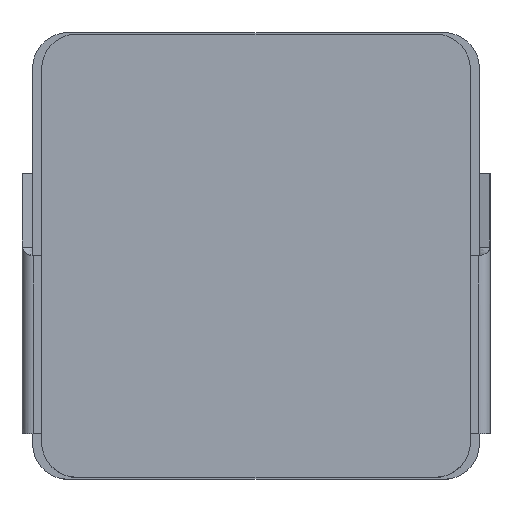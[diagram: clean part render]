
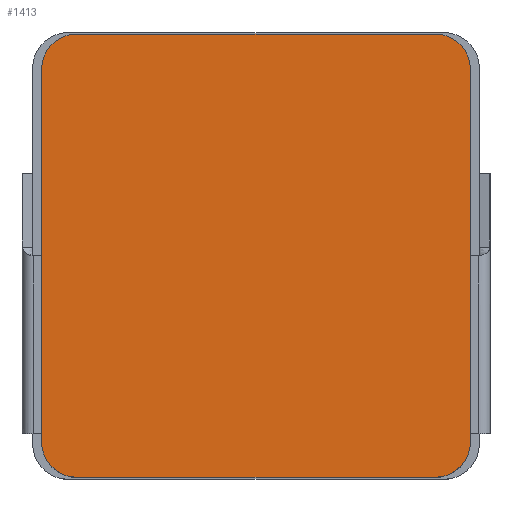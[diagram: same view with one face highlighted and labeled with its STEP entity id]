
A CAD part, top view. The second image highlights one B-rep face of the part: STEP entity #1413.
In plain terms, the highlighted planar face has unit normal (0, 0, 1).
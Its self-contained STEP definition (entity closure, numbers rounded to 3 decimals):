
#63=FACE_OUTER_BOUND($,#145,.T.);
#145=EDGE_LOOP($,(#1025,#1026,#1027,#1028,#1029,#1030,#1031,#1032));
#219=CIRCLE($,#1510,1.017);
#220=CIRCLE($,#1513,1.017);
#221=CIRCLE($,#1516,1.017);
#222=CIRCLE($,#1519,1.017);
#279=LINE($,#2099,#448);
#282=LINE($,#2107,#451);
#285=LINE($,#2115,#454);
#287=LINE($,#2121,#456);
#448=VECTOR($,#1691,10.76);
#451=VECTOR($,#1700,10.349);
#454=VECTOR($,#1709,10.76);
#456=VECTOR($,#1717,10.349);
#615=VERTEX_POINT($,#2091);
#616=VERTEX_POINT($,#2093);
#617=VERTEX_POINT($,#2097);
#618=VERTEX_POINT($,#2101);
#619=VERTEX_POINT($,#2105);
#620=VERTEX_POINT($,#2109);
#621=VERTEX_POINT($,#2113);
#622=VERTEX_POINT($,#2117);
#761=EDGE_CURVE($,#616,#615,#219,.T.);
#763=EDGE_CURVE($,#617,#616,#279,.T.);
#765=EDGE_CURVE($,#618,#617,#220,.T.);
#767=EDGE_CURVE($,#619,#618,#282,.T.);
#769=EDGE_CURVE($,#620,#619,#221,.T.);
#771=EDGE_CURVE($,#621,#620,#285,.T.);
#773=EDGE_CURVE($,#622,#621,#222,.T.);
#774=EDGE_CURVE($,#615,#622,#287,.T.);
#1025=ORIENTED_EDGE($,*,*,#761,.F.);
#1026=ORIENTED_EDGE($,*,*,#763,.F.);
#1027=ORIENTED_EDGE($,*,*,#765,.F.);
#1028=ORIENTED_EDGE($,*,*,#767,.F.);
#1029=ORIENTED_EDGE($,*,*,#769,.F.);
#1030=ORIENTED_EDGE($,*,*,#771,.F.);
#1031=ORIENTED_EDGE($,*,*,#773,.F.);
#1032=ORIENTED_EDGE($,*,*,#774,.F.);
#1342=PLANE($,#1521);
#1413=ADVANCED_FACE($,(#63),#1342,.T.);
#1510=AXIS2_PLACEMENT_3D($,#2095,#1686,#1687);
#1513=AXIS2_PLACEMENT_3D($,#2103,#1695,#1696);
#1516=AXIS2_PLACEMENT_3D($,#2111,#1704,#1705);
#1519=AXIS2_PLACEMENT_3D($,#2119,#1713,#1714);
#1521=AXIS2_PLACEMENT_3D($,#2122,#1718,#1719);
#1686=DIRECTION('center_axis',(0.,0.,-1.));
#1687=DIRECTION('ref_axis',(0.,-1.,0.));
#1691=DIRECTION($,(0.,1.,0.));
#1695=DIRECTION('center_axis',(0.,0.,-1.));
#1696=DIRECTION('ref_axis',(0.,-1.,0.));
#1700=DIRECTION($,(-1.,0.,0.));
#1704=DIRECTION('center_axis',(0.,0.,-1.));
#1705=DIRECTION('ref_axis',(0.,-1.,0.));
#1709=DIRECTION($,(0.,-1.,0.));
#1713=DIRECTION('center_axis',(0.,0.,-1.));
#1714=DIRECTION('ref_axis',(0.,1.,0.));
#1717=DIRECTION($,(1.,0.,0.));
#1718=DIRECTION('center_axis',(0.,0.,1.));
#1719=DIRECTION('ref_axis',(0.,-1.,0.));
#2091=CARTESIAN_POINT('',(-5.175,6.397,6.5));
#2093=CARTESIAN_POINT('',(-6.192,5.38,6.5));
#2095=CARTESIAN_POINT('Origin',(-5.175,5.38,6.5));
#2097=CARTESIAN_POINT('',(-6.192,-5.38,6.5));
#2099=CARTESIAN_POINT($,(-6.192,5.38,6.5));
#2101=CARTESIAN_POINT('',(-5.175,-6.397,6.5));
#2103=CARTESIAN_POINT('Origin',(-5.175,-5.38,6.5));
#2105=CARTESIAN_POINT('',(5.175,-6.397,6.5));
#2107=CARTESIAN_POINT($,(-5.175,-6.397,6.5));
#2109=CARTESIAN_POINT('',(6.192,-5.38,6.5));
#2111=CARTESIAN_POINT('Origin',(5.175,-5.38,6.5));
#2113=CARTESIAN_POINT('',(6.192,5.38,6.5));
#2115=CARTESIAN_POINT($,(6.192,5.38,6.5));
#2117=CARTESIAN_POINT('',(5.175,6.397,6.5));
#2119=CARTESIAN_POINT('Origin',(5.175,5.38,6.5));
#2121=CARTESIAN_POINT($,(-5.175,6.397,6.5));
#2122=CARTESIAN_POINT('Origin',(-5.175,5.38,6.5));
